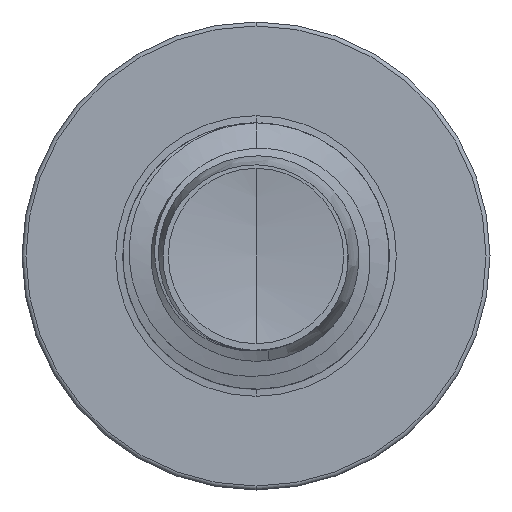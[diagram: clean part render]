
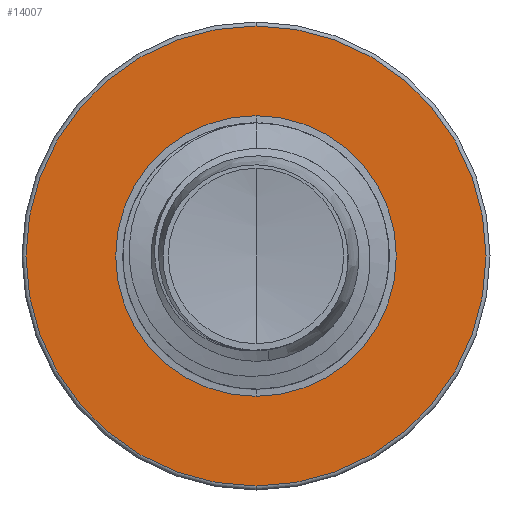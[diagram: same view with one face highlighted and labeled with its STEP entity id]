
A CAD part, front view. The second image highlights one B-rep face of the part: STEP entity #14007.
In plain terms, the highlighted planar face has unit normal (0, -1, 0).
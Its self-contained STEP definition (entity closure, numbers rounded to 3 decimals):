
#94 = DIRECTION ( 'NONE',  ( 0., 1., 0. ) ) ;
#182 = DIRECTION ( 'NONE',  ( 0., 1., 0. ) ) ;
#1351 = CARTESIAN_POINT ( 'NONE',  ( 0., 8., -3.689 ) ) ;
#1421 = EDGE_CURVE ( 'NONE', #13717, #9559, #12095, .T. ) ;
#1426 = CIRCLE ( 'NONE', #6266, 6.045 ) ;
#1677 = EDGE_LOOP ( 'NONE', ( #5957, #6423 ) ) ;
#2498 = EDGE_CURVE ( 'NONE', #5935, #8972, #9872, .T. ) ;
#2621 = CARTESIAN_POINT ( 'NONE',  ( 0., 8., -3.689 ) ) ;
#3445 = CARTESIAN_POINT ( 'NONE',  ( 0., 8., 0. ) ) ;
#4676 = DIRECTION ( 'NONE',  ( 0., 0., 1. ) ) ;
#5093 = FACE_BOUND ( 'NONE', #14171, .T. ) ;
#5101 = DIRECTION ( 'NONE',  ( 0., 1., 0. ) ) ;
#5935 = VERTEX_POINT ( 'NONE', #10786 ) ;
#5957 = ORIENTED_EDGE ( 'NONE', *, *, #2498, .F. ) ;
#6266 = AXIS2_PLACEMENT_3D ( 'NONE', #3445, #11877, #4676 ) ;
#6423 = ORIENTED_EDGE ( 'NONE', *, *, #7251, .F. ) ;
#6668 = DIRECTION ( 'NONE',  ( 0., 0., 1. ) ) ;
#6672 = DIRECTION ( 'NONE',  ( 0., 1., 0. ) ) ;
#6689 = CARTESIAN_POINT ( 'NONE',  ( 0., 8., 0. ) ) ;
#7251 = EDGE_CURVE ( 'NONE', #8972, #5935, #1426, .T. ) ;
#7574 = CARTESIAN_POINT ( 'NONE',  ( 0., 8., 3.689 ) ) ;
#7575 = CARTESIAN_POINT ( 'NONE',  ( 0., 8., 0. ) ) ;
#7610 = CIRCLE ( 'NONE', #8704, 3.689 ) ;
#7646 = EDGE_CURVE ( 'NONE', #9559, #13717, #7610, .T. ) ;
#7655 = CARTESIAN_POINT ( 'NONE',  ( 0., 8., 0. ) ) ;
#8704 = AXIS2_PLACEMENT_3D ( 'NONE', #7575, #94, #8800 ) ;
#8800 = DIRECTION ( 'NONE',  ( 0., 0., 1. ) ) ;
#8874 = DIRECTION ( 'NONE',  ( 0., 0., 1. ) ) ;
#8972 = VERTEX_POINT ( 'NONE', #13956 ) ;
#9075 = AXIS2_PLACEMENT_3D ( 'NONE', #7655, #182, #8874 ) ;
#9559 = VERTEX_POINT ( 'NONE', #1351 ) ;
#9872 = CIRCLE ( 'NONE', #9075, 6.045 ) ;
#10786 = CARTESIAN_POINT ( 'NONE',  ( 0., 8., 6.045 ) ) ;
#10933 = AXIS2_PLACEMENT_3D ( 'NONE', #6689, #6672, #6668 ) ;
#11473 = FACE_OUTER_BOUND ( 'NONE', #1677, .T. ) ;
#11877 = DIRECTION ( 'NONE',  ( 0., 1., 0. ) ) ;
#12095 = CIRCLE ( 'NONE', #10933, 3.689 ) ;
#12287 = PLANE ( 'NONE',  #15166 ) ;
#13481 = DIRECTION ( 'NONE',  ( 0., 0., 1. ) ) ;
#13522 = ORIENTED_EDGE ( 'NONE', *, *, #1421, .T. ) ;
#13717 = VERTEX_POINT ( 'NONE', #7574 ) ;
#13956 = CARTESIAN_POINT ( 'NONE',  ( 0., 8., -6.045 ) ) ;
#14007 = ADVANCED_FACE ( 'NONE', ( #11473, #5093 ), #12287, .F. ) ;
#14171 = EDGE_LOOP ( 'NONE', ( #13522, #15168 ) ) ;
#15166 = AXIS2_PLACEMENT_3D ( 'NONE', #2621, #5101, #13481 ) ;
#15168 = ORIENTED_EDGE ( 'NONE', *, *, #7646, .T. ) ;
